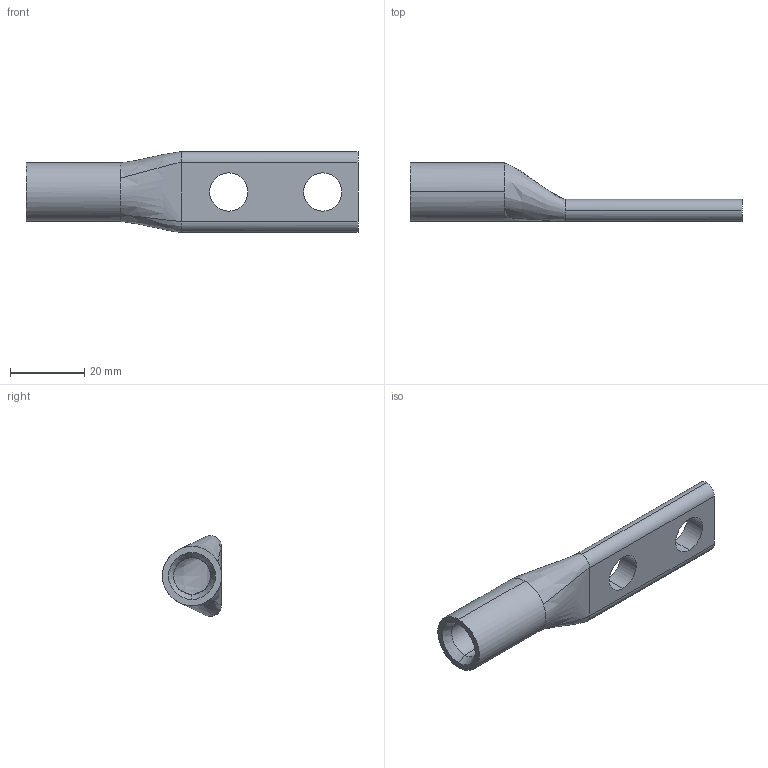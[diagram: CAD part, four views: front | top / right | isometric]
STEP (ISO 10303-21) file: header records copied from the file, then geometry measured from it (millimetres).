
FILE_DESCRIPTION (( 'STEP AP203' ), '1' );
FILE_NAME ('BLUA-1_0D1-1.step', '2025-06-17T20:23:52', ( '' ), ( '' ), 'SwSTEP 2.0', 'SolidWorks 2024', '' );
FILE_SCHEMA (( 'CONFIG_CONTROL_DESIGN' ));
Length unit declared in the file: inch
Products named in the file (1): BLUA-1_0D1-1
Bounding box: 89.69 x 15.93 x 21.83 mm (x, y, z)
Volume: 9856.3 mm3; surface area: 6167.2 mm2
Topology: 1 solids, 1 shells, 26 faces, 63 edges, 40 vertices
Faces by surface type: cylinder 11, bspline 8, plane 5, cone 2
Entity records: 1243 total; most frequent: CARTESIAN_POINT 608, ORIENTED_EDGE 126, DIRECTION 91, EDGE_CURVE 63, VERTEX_POINT 40, AXIS2_PLACEMENT_3D 36, EDGE_LOOP 31, B_SPLINE_CURVE_WITH_KNOTS 27
